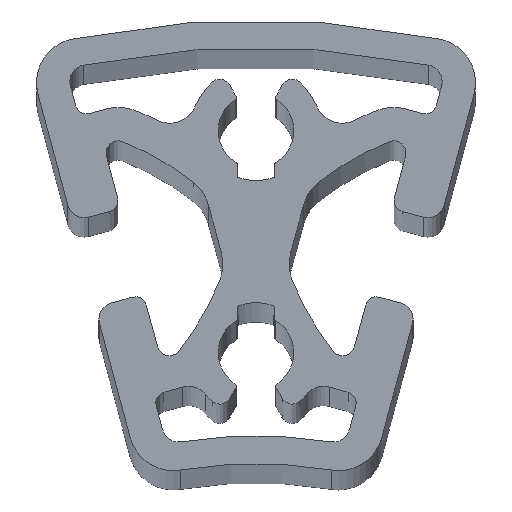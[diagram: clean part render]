
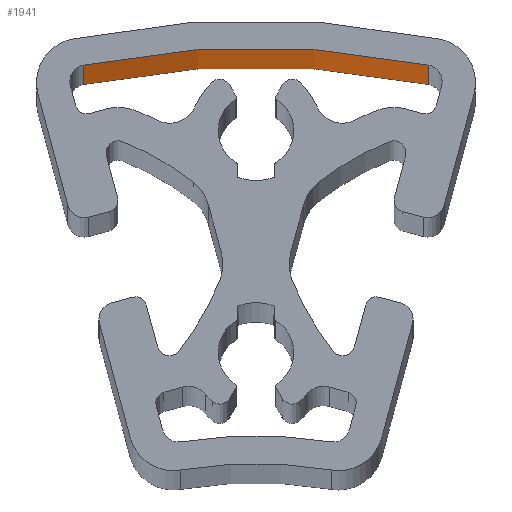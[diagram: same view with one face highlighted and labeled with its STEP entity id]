
A CAD part, top view. The second image highlights one B-rep face of the part: STEP entity #1941.
In plain terms, the highlighted cylindrical face has radius 77.5 mm (diameter 155 mm), a partial arc.
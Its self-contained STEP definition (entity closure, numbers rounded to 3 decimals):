
#39=CIRCLE($,#2069,77.5);
#40=CIRCLE($,#2070,77.5);
#169=CYLINDRICAL_SURFACE($,#2068,77.5);
#243=FACE_OUTER_BOUND($,#345,.T.);
#345=EDGE_LOOP($,(#1337,#1338,#1339,#1340));
#461=LINE($,#3020,#627);
#462=LINE($,#3026,#628);
#627=VECTOR($,#2368,1000.);
#628=VECTOR($,#2375,1000.);
#799=VERTEX_POINT($,#3017);
#800=VERTEX_POINT($,#3019);
#801=VERTEX_POINT($,#3023);
#802=VERTEX_POINT($,#3025);
#1016=EDGE_CURVE($,#799,#800,#461,.T.);
#1018=EDGE_CURVE($,#801,#799,#39,.T.);
#1019=EDGE_CURVE($,#801,#802,#462,.T.);
#1020=EDGE_CURVE($,#800,#802,#40,.T.);
#1337=ORIENTED_EDGE($,*,*,#1018,.F.);
#1338=ORIENTED_EDGE($,*,*,#1019,.T.);
#1339=ORIENTED_EDGE($,*,*,#1020,.F.);
#1340=ORIENTED_EDGE($,*,*,#1016,.F.);
#1941=ADVANCED_FACE($,(#243),#169,.F.);
#2068=AXIS2_PLACEMENT_3D($,#3022,#2371,#2372);
#2069=AXIS2_PLACEMENT_3D($,#3024,#2373,#2374);
#2070=AXIS2_PLACEMENT_3D($,#3027,#2376,#2377);
#2368=DIRECTION($,(0.,0.,1.));
#2371=DIRECTION('center_axis',(0.,0.,1.));
#2372=DIRECTION('ref_axis',(-0.201,-0.98,0.));
#2373=DIRECTION('center_axis',(0.,0.,1.));
#2374=DIRECTION('ref_axis',(-0.201,-0.98,0.));
#2375=DIRECTION($,(0.,0.,1.));
#2376=DIRECTION('center_axis',(0.,0.,-1.));
#2377=DIRECTION('ref_axis',(-0.201,-0.98,0.));
#3017=CARTESIAN_POINT('',(-2.012,31.652,0.));
#3019=CARTESIAN_POINT('',(-2.012,31.652,1000.));
#3020=CARTESIAN_POINT($,(-2.012,31.652,0.));
#3022=CARTESIAN_POINT('Origin',(13.575,-44.264,0.));
#3023=CARTESIAN_POINT('',(29.162,31.652,0.));
#3024=CARTESIAN_POINT('Origin',(13.575,-44.264,0.));
#3025=CARTESIAN_POINT('',(29.162,31.652,1000.));
#3026=CARTESIAN_POINT($,(29.162,31.652,0.));
#3027=CARTESIAN_POINT('Origin',(13.575,-44.264,1000.));
